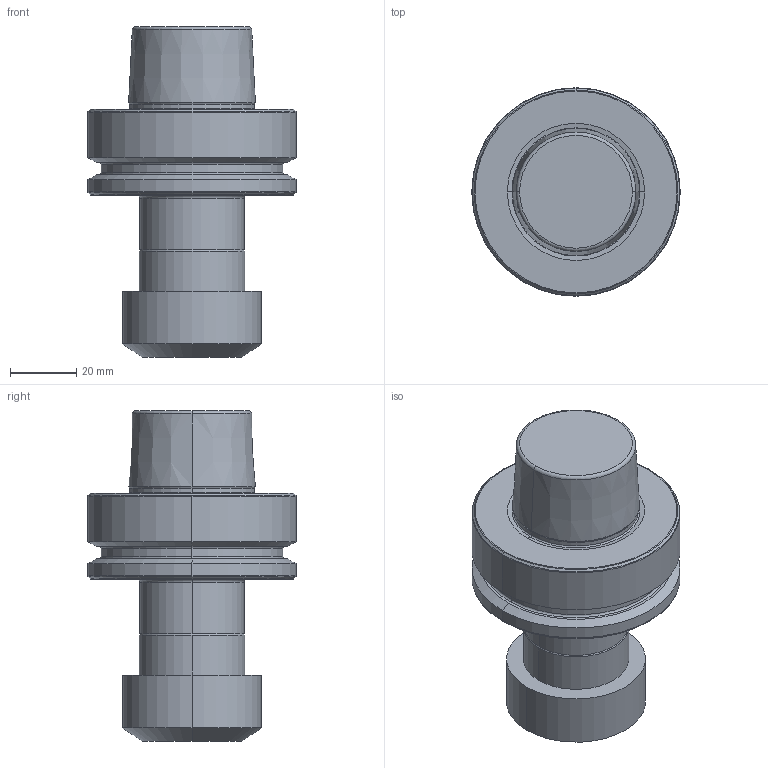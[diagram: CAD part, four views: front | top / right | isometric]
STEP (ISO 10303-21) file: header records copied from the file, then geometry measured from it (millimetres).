
FILE_DESCRIPTION (( 'STEP AP203' ), '1' );
FILE_NAME ('HSK-63F ER 25 075 2.5G25000 SL.STEP', '2019-05-29T06:42:25', ( '' ), ( '' ), 'SwSTEP 2.0', 'SolidWorks 2014', '' );
FILE_SCHEMA (( 'CONFIG_CONTROL_DESIGN' ));
Length unit declared in the file: millimetre
Products named in the file (1): HSK-63F ER 25 075 2.5G25000 SL
Bounding box: 63 x 63 x 99.9 mm (x, y, z)
Volume: 153591.3 mm3; surface area: 21118.5 mm2
Topology: 1 solids, 1 shells, 57 faces, 112 edges, 62 vertices
Faces by surface type: torus 18, cone 18, cylinder 14, plane 7
Entity records: 1539 total; most frequent: DIRECTION 308, CARTESIAN_POINT 232, ORIENTED_EDGE 224, AXIS2_PLACEMENT_3D 138, EDGE_CURVE 112, CIRCLE 80, EDGE_LOOP 62, VERTEX_POINT 62
